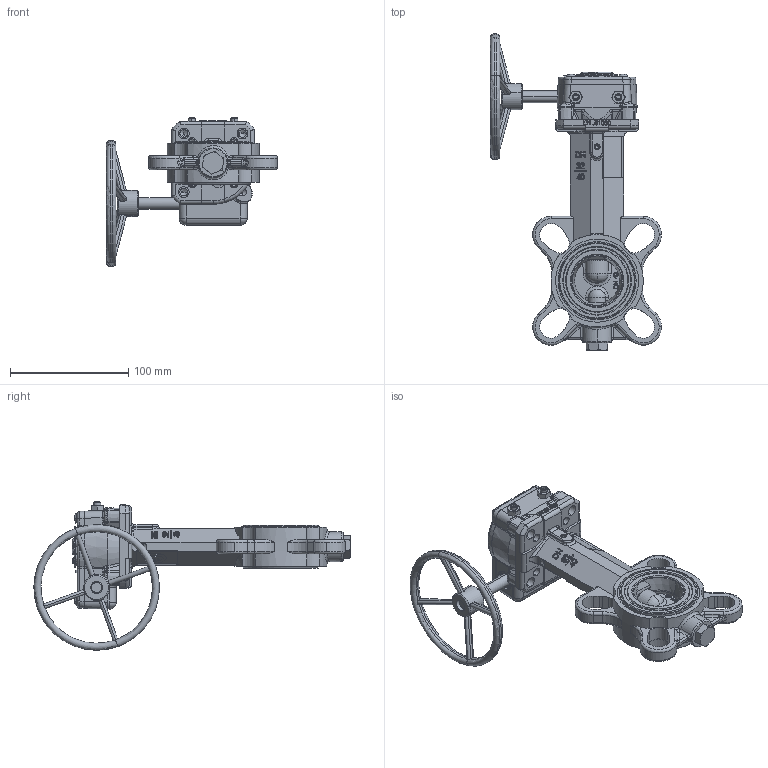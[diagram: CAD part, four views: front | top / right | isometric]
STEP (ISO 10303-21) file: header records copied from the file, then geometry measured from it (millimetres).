
FILE_DESCRIPTION (( 'STEP AP203' ), '1' );
FILE_NAME ('AK01_DN32-40_Getriebe.STEP', '2022-10-06T09:17:27', ( '' ), ( '' ), 'SwSTEP 2.0', 'SolidWorks 2021', '' );
FILE_SCHEMA (( 'CONFIG_CONTROL_DESIGN' ));
Length unit declared in the file: metre
Products named in the file (5): AK01_DN32-40_Getriebe; AK01_DN32-100_Getriebe - Handrad; AK01_DN040_OH; AK01_DN32-100_Getriebe mit Handrad; AK01_DN32-100_Getriebe
Assembly tree (4 placements, depth 3):
  AK01_DN32-40_Getriebe
    AK01_DN040_OH
    AK01_DN32-100_Getriebe mit Handrad
      AK01_DN32-100_Getriebe
      AK01_DN32-100_Getriebe - Handrad
Bounding box: 144.39 x 267 x 125.4 mm (x, y, z)
Volume: 343105 mm3; surface area: 122701.3 mm2
Topology: 22 solids, 30 shells, 2367 faces, 5939 edges, 3690 vertices
Faces by surface type: plane 748, cylinder 521, bspline 464, cone 284, torus 262, sphere 88
Entity records: 109808 total; most frequent: CARTESIAN_POINT 56828, ORIENTED_EDGE 11772, DIRECTION 9791, EDGE_CURVE 5886, AXIS2_PLACEMENT_3D 3758, VERTEX_POINT 3690, EDGE_LOOP 2542, FACE_OUTER_BOUND 2367
